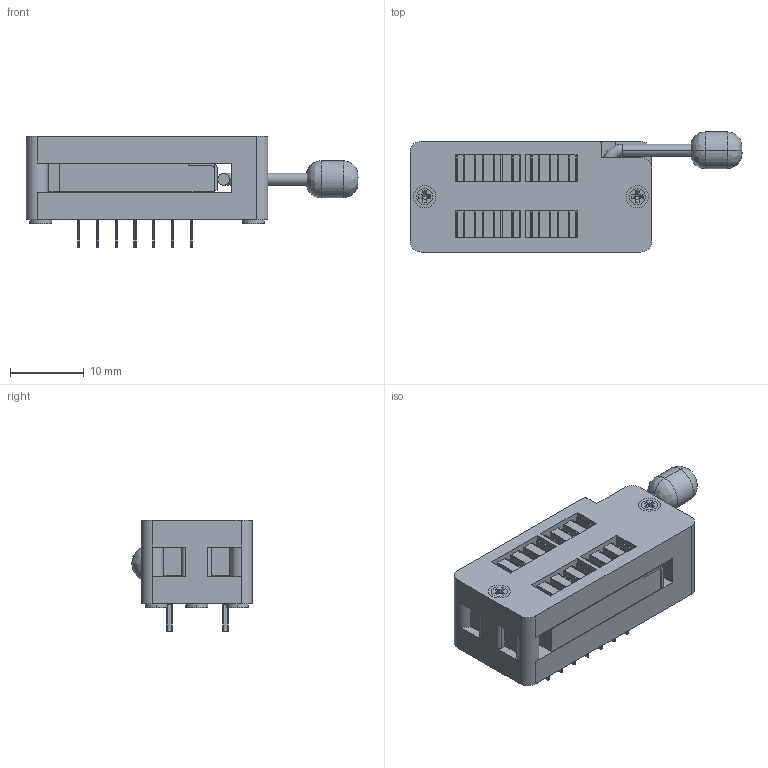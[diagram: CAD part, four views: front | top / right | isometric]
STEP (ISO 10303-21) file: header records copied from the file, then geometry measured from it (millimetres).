
FILE_DESCRIPTION (( 'STEP AP214' ), '1' );
FILE_NAME ('User Library-ZIF-Socket-14-pin.STEP', '2021-06-10T14:43:50', ( '' ), ( '' ), 'SwSTEP 2.0', 'SolidWorks 2021', '' );
FILE_SCHEMA (( 'AUTOMOTIVE_DESIGN' ));
Length unit declared in the file: millimetre
Products named in the file (12): Fusion; User_Library-ZIFF_14_Fillet007; User_Library-ZIFF_14_Fusion008; Screw-001; User_Library-ZIFF_14_Fillet008; Fusion001; Fusion002; Push-Bar; Fusion003; User_Library-ZIFF_14_Cut002; Screw-002; User Library-ZIF-Socket-14-pin
Assembly tree (11 placements, depth 2):
  User Library-ZIF-Socket-14-pin
    Fusion
    Screw-002
    Screw-001
    Fusion002
    Fusion003
    Fusion001
    Push-Bar
    User_Library-ZIFF_14_Fillet008
    User_Library-ZIFF_14_Fillet007
    User_Library-ZIFF_14_Fusion008
    User_Library-ZIFF_14_Cut002
Bounding box: 45 x 16.31 x 15.15 mm (x, y, z)
Volume: 5203.7 mm3; surface area: 5272.4 mm2
Topology: 49 solids, 49 shells, 1071 faces, 2417 edges, 1334 vertices
Faces by surface type: plane 408, cylinder 311, cone 230, sphere 112, bspline 8, torus 2
Entity records: 39581 total; most frequent: DIRECTION 5301, CARTESIAN_POINT 5178, ORIENTED_EDGE 4602, EDGE_CURVE 2301, AXIS2_PLACEMENT_3D 1957, VECTOR 1387, LINE 1387, VERTEX_POINT 1334
